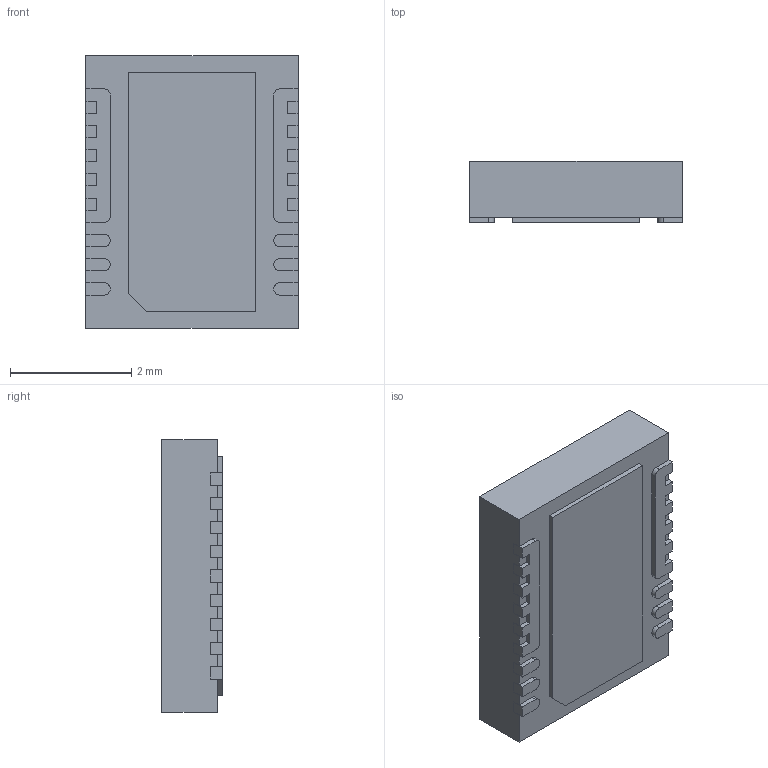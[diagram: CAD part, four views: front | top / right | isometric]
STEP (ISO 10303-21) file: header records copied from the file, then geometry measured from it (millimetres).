
FILE_DESCRIPTION (( 'STEP AP214' ), '1' );
FILE_NAME ('DPC8.STEP', '2023-12-25T14:33:40', ( '' ), ( '' ), 'SwSTEP 2.0', 'SolidWorks 2021', '' );
FILE_SCHEMA (( 'AUTOMOTIVE_DESIGN' ));
Length unit declared in the file: millimetre
Products named in the file (1): DPC8
Bounding box: 3.5 x 1 x 4.5 mm (x, y, z)
Volume: 15.3 mm3; surface area: 76.3 mm2
Topology: 11 solids, 11 shells, 200 faces, 528 edges, 352 vertices
Faces by surface type: plane 170, cylinder 30
Entity records: 6236 total; most frequent: CARTESIAN_POINT 1081, ORIENTED_EDGE 1056, DIRECTION 990, EDGE_CURVE 528, LINE 468, VECTOR 468, VERTEX_POINT 352, AXIS2_PLACEMENT_3D 261
